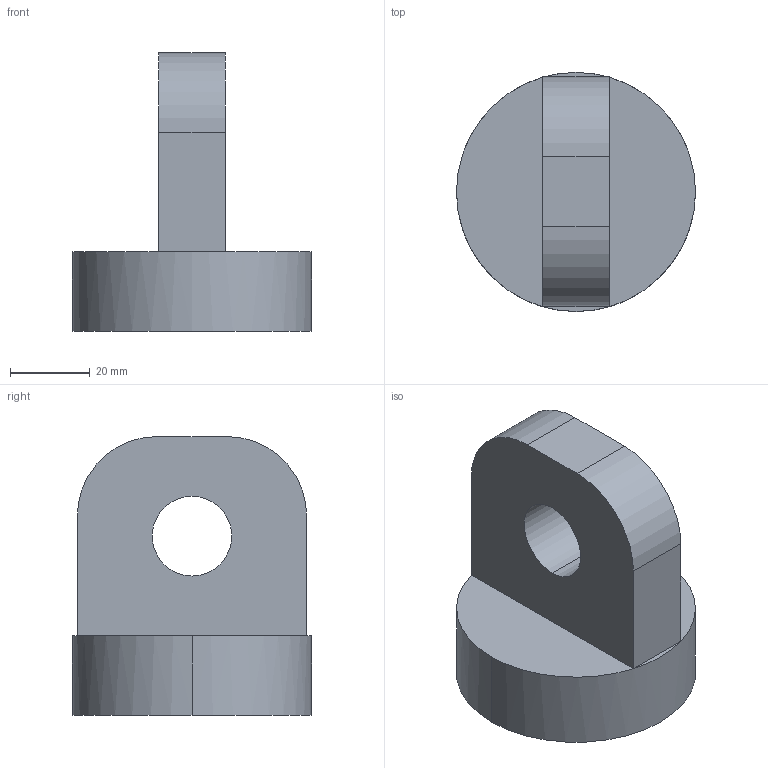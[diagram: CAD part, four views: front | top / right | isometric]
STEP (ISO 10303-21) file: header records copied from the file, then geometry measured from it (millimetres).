
FILE_DESCRIPTION (( 'STEP AP203' ), '1' );
FILE_NAME ('baserobot_Predeterminado_sldprt.STEP', '2020-05-06T23:24:36', ( '' ), ( '' ), 'SwSTEP 2.0', 'SolidWorks 2018', '' );
FILE_SCHEMA (( 'CONFIG_CONTROL_DESIGN' ));
Length unit declared in the file: millimetre
Products named in the file (1): baserobot_Predeterminado_sldprt
Bounding box: 60 x 60 x 70 mm (x, y, z)
Volume: 96784.5 mm3; surface area: 16661 mm2
Topology: 1 solids, 1 shells, 16 faces, 34 edges, 20 vertices
Faces by surface type: plane 10, cylinder 6
Entity records: 511 total; most frequent: DIRECTION 84, CARTESIAN_POINT 71, ORIENTED_EDGE 68, EDGE_CURVE 34, AXIS2_PLACEMENT_3D 33, VERTEX_POINT 20, EDGE_LOOP 18, VECTOR 18
